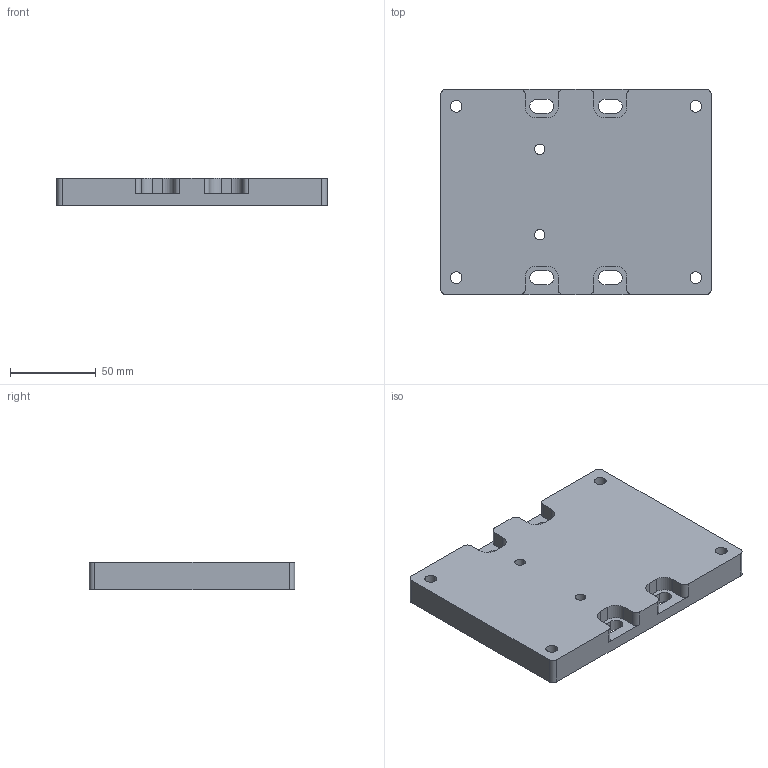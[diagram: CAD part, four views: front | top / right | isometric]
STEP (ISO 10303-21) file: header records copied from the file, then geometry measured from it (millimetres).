
FILE_DESCRIPTION (( 'STEP AP203' ), '1' );
FILE_NAME ('CRP144-21_A-02.STEP', '2020-02-18T22:43:17', ( '' ), ( '' ), 'SwSTEP 2.0', 'SolidWorks 2018', '' );
FILE_SCHEMA (( 'CONFIG_CONTROL_DESIGN' ));
Length unit declared in the file: millimetre
Products named in the file (1): CRP144-21_A-02
Bounding box: 158 x 120 x 15.88 mm (x, y, z)
Volume: 283819 mm3; surface area: 49311 mm2
Topology: 1 solids, 1 shells, 74 faces, 216 edges, 144 vertices
Faces by surface type: cylinder 44, plane 30
Entity records: 2605 total; most frequent: DIRECTION 454, CARTESIAN_POINT 435, ORIENTED_EDGE 432, EDGE_CURVE 216, AXIS2_PLACEMENT_3D 163, VERTEX_POINT 144, LINE 128, VECTOR 128
